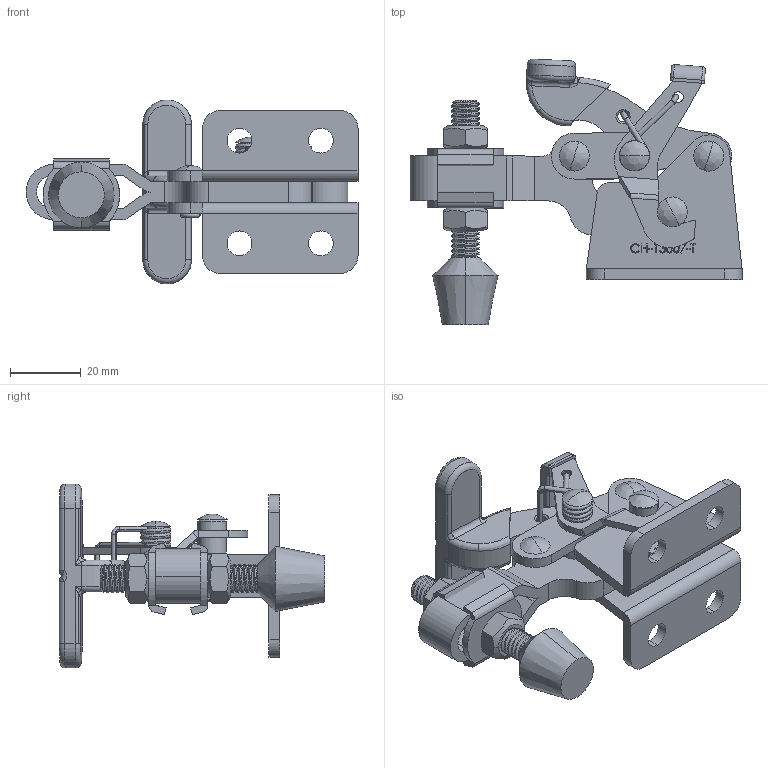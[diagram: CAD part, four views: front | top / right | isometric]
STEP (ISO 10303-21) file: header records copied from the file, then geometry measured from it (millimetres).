
FILE_DESCRIPTION (( 'STEP AP203' ), '1' );
FILE_NAME ('CH-13007-T.STEP', '2017-11-03T08:30:03', ( 'Windows' ), ( 'Microsoft' ), 'SwSTEP 2.0', 'SolidWorks 2015', '' );
FILE_SCHEMA (( 'CONFIG_CONTROL_DESIGN' ));
Length unit declared in the file: millimetre
Products named in the file (15): CH-13007-T-16; CH-13007-02 U-BAR; CH-13007-T-18; CH-13007-T-03 T-HANDLE; CH-13007-T-09; CH-13007-04 CONNECTING-PLATE; CH-13007-T-10; CH-13007-T-012 ; 13007-T嶺銅; CH-13007-T-13; CH-13007-T; CH-13007-T-08; CH-13007-T-14; CH-13007-T-15; CH-13007-T-01 FLANGED BASE
Assembly tree (18 placements, depth 2):
  CH-13007-T
    CH-13007-T-01 FLANGED BASE
    CH-13007-02 U-BAR
    CH-13007-T-03 T-HANDLE
    CH-13007-04 CONNECTING-PLATE  x2
    CH-13007-T-012 
    CH-13007-T-13  x2
    CH-13007-T-08
    CH-13007-T-14
    CH-13007-T-15  x2
    CH-13007-T-16  x2
    CH-13007-T-18
    CH-13007-T-09
    CH-13007-T-10
    13007-T嶺銅
Bounding box: 93.86 x 75.02 x 52 mm (x, y, z)
Volume: 40556.5 mm3; surface area: 31703 mm2
Topology: 19 solids, 19 shells, 873 faces, 2263 edges, 1444 vertices
Faces by surface type: plane 302, cylinder 262, bspline 219, cone 51, torus 35, sphere 4
Entity records: 38742 total; most frequent: CARTESIAN_POINT 19047, ORIENTED_EDGE 4164, DIRECTION 3101, EDGE_CURVE 2082, VERTEX_POINT 1333, AXIS2_PLACEMENT_3D 1034, VECTOR 1033, LINE 1033
